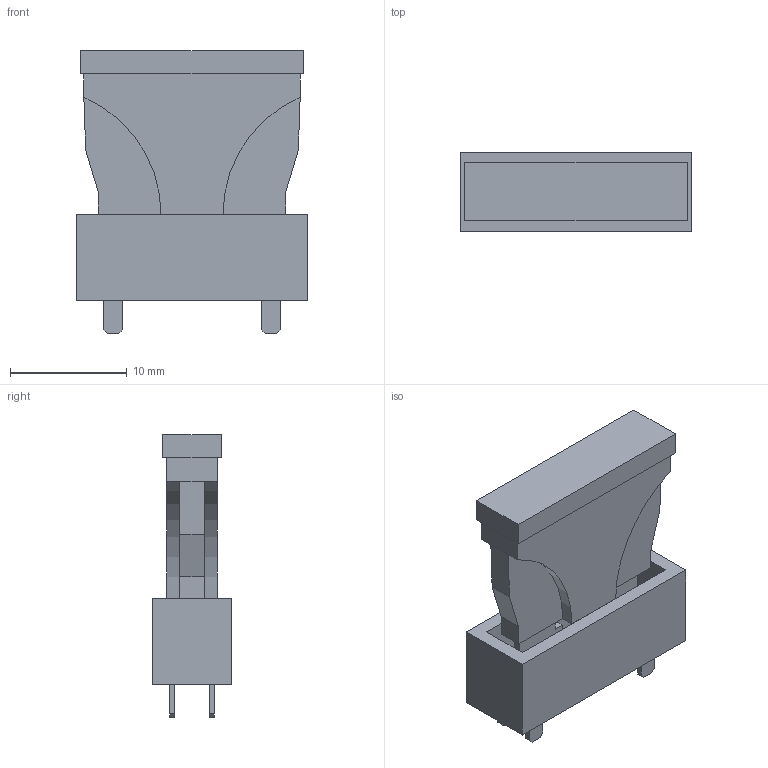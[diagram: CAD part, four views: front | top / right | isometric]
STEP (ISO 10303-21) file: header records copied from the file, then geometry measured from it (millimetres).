
FILE_DESCRIPTION(/* description */ (''),/* implementation_level */ '2;1');
FILE_NAME(/* name */ 'BladeFuseHolder.step',/* time_stamp */ '2026-02-28T13:26:59+01:00',/* author */ (''),/* organization */ (''),/* preprocessor_version */ 'ST-DEVELOPER v20.1',/* originating_system */ 'Autodesk Translation Framework v14.24.0.0',/* authorisation */ '');
FILE_SCHEMA (('AUTOMOTIVE_DESIGN { 1 0 10303 214 3 1 1 }'));
Length unit declared in the file: millimetre
Products named in the file (3): BladeFuseHolder (Assembly); BladeFuseHolder; BladeFuse
Assembly tree (2 placements, depth 2):
  BladeFuseHolder (Assembly)
    BladeFuseHolder
    BladeFuse
Bounding box: 19.8 x 6.8 x 24.2 mm (x, y, z)
Volume: 1496.6 mm3; surface area: 1931.7 mm2
Topology: 8 solids, 8 shells, 88 faces, 206 edges, 136 vertices
Faces by surface type: plane 84, cylinder 4
Entity records: 2566 total; most frequent: CARTESIAN_POINT 435, ORIENTED_EDGE 412, DIRECTION 400, EDGE_CURVE 206, LINE 198, VECTOR 198, VERTEX_POINT 136, AXIS2_PLACEMENT_3D 101
